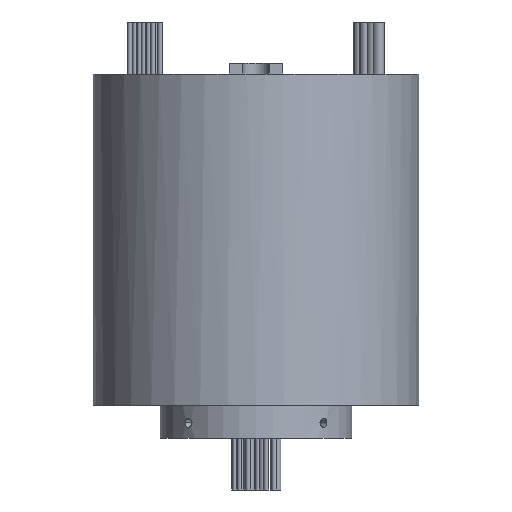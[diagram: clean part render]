
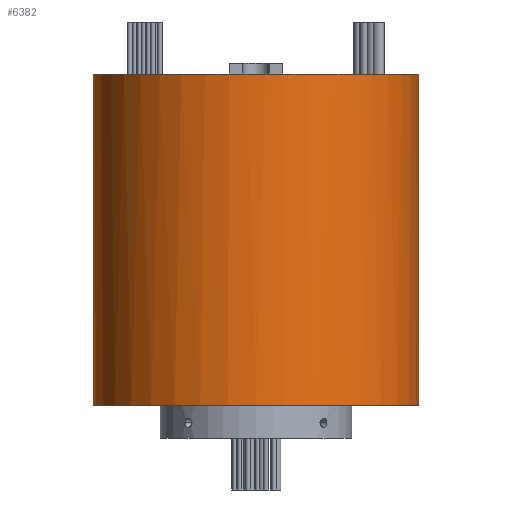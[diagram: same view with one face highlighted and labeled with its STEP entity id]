
A CAD part, front view. The second image highlights one B-rep face of the part: STEP entity #6382.
In plain terms, the highlighted cylindrical face has radius 59.5 mm (diameter 119 mm), a partial arc.
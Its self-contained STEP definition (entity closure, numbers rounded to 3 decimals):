
#53 = CARTESIAN_POINT ( 'NONE',  ( 0., 0., 12. ) ) ;
#126 = CARTESIAN_POINT ( 'NONE',  ( 0., 0., 133. ) ) ;
#333 = CARTESIAN_POINT ( 'NONE',  ( 9.75, -58.696, 133. ) ) ;
#372 = EDGE_LOOP ( 'NONE', ( #5610, #614, #414, #6397, #1300, #5443 ) ) ;
#414 = ORIENTED_EDGE ( 'NONE', *, *, #3785, .F. ) ;
#422 = CIRCLE ( 'NONE', #6401, 59.5 ) ;
#464 = CARTESIAN_POINT ( 'NONE',  ( -9.75, -58.696, 133. ) ) ;
#564 = DIRECTION ( 'NONE',  ( 1., 0., 0. ) ) ;
#614 = ORIENTED_EDGE ( 'NONE', *, *, #6072, .F. ) ;
#622 = CARTESIAN_POINT ( 'NONE',  ( -59.5, 0., 133. ) ) ;
#630 = DIRECTION ( 'NONE',  ( 1., 0., 0. ) ) ;
#765 = CARTESIAN_POINT ( 'NONE',  ( -59.5, 0., 133. ) ) ;
#851 = VECTOR ( 'NONE', #1272, 1000. ) ;
#876 = CARTESIAN_POINT ( 'NONE',  ( 0., 0., 133. ) ) ;
#1047 = VERTEX_POINT ( 'NONE', #1814 ) ;
#1076 = DIRECTION ( 'NONE',  ( -1., 0., 0. ) ) ;
#1272 = DIRECTION ( 'NONE',  ( 0., 0., -1. ) ) ;
#1300 = ORIENTED_EDGE ( 'NONE', *, *, #1650, .T. ) ;
#1330 = CIRCLE ( 'NONE', #3222, 59.5 ) ;
#1377 = DIRECTION ( 'NONE',  ( 1., 0., 0. ) ) ;
#1560 = EDGE_CURVE ( 'NONE', #3970, #1047, #422, .T. ) ;
#1650 = EDGE_CURVE ( 'NONE', #4209, #3970, #2597, .T. ) ;
#1814 = CARTESIAN_POINT ( 'NONE',  ( 59.5, 0., 12. ) ) ;
#1871 = CIRCLE ( 'NONE', #4626, 59.5 ) ;
#2048 = CARTESIAN_POINT ( 'NONE',  ( 0., 0., 133. ) ) ;
#2088 = AXIS2_PLACEMENT_3D ( 'NONE', #876, #4349, #1377 ) ;
#2451 = VECTOR ( 'NONE', #6119, 1000. ) ;
#2597 = LINE ( 'NONE', #622, #2451 ) ;
#2866 = CARTESIAN_POINT ( 'NONE',  ( 0., 0., 133. ) ) ;
#2927 = VERTEX_POINT ( 'NONE', #464 ) ;
#3013 = EDGE_CURVE ( 'NONE', #5716, #1047, #6156, .T. ) ;
#3222 = AXIS2_PLACEMENT_3D ( 'NONE', #126, #3618, #630 ) ;
#3351 = CARTESIAN_POINT ( 'NONE',  ( 59.5, 0., 133. ) ) ;
#3375 = DIRECTION ( 'NONE',  ( 1., 0., 0. ) ) ;
#3544 = DIRECTION ( 'NONE',  ( 0., 0., 1. ) ) ;
#3618 = DIRECTION ( 'NONE',  ( 0., 0., 1. ) ) ;
#3766 = CARTESIAN_POINT ( 'NONE',  ( -59.5, 0., 12. ) ) ;
#3785 = EDGE_CURVE ( 'NONE', #2927, #4007, #1871, .T. ) ;
#3968 = AXIS2_PLACEMENT_3D ( 'NONE', #2048, #4050, #1076 ) ;
#3970 = VERTEX_POINT ( 'NONE', #3766 ) ;
#4007 = VERTEX_POINT ( 'NONE', #333 ) ;
#4050 = DIRECTION ( 'NONE',  ( 0., 0., -1. ) ) ;
#4209 = VERTEX_POINT ( 'NONE', #765 ) ;
#4246 = CARTESIAN_POINT ( 'NONE',  ( 59.5, 0., 133. ) ) ;
#4349 = DIRECTION ( 'NONE',  ( 0., 0., 1. ) ) ;
#4358 = CIRCLE ( 'NONE', #2088, 59.5 ) ;
#4626 = AXIS2_PLACEMENT_3D ( 'NONE', #2866, #6389, #3375 ) ;
#5013 = FACE_OUTER_BOUND ( 'NONE', #372, .T. ) ;
#5443 = ORIENTED_EDGE ( 'NONE', *, *, #1560, .T. ) ;
#5610 = ORIENTED_EDGE ( 'NONE', *, *, #3013, .F. ) ;
#5716 = VERTEX_POINT ( 'NONE', #3351 ) ;
#5898 = EDGE_CURVE ( 'NONE', #4209, #2927, #1330, .T. ) ;
#6072 = EDGE_CURVE ( 'NONE', #4007, #5716, #4358, .T. ) ;
#6119 = DIRECTION ( 'NONE',  ( 0., 0., -1. ) ) ;
#6156 = LINE ( 'NONE', #4246, #851 ) ;
#6184 = CYLINDRICAL_SURFACE ( 'NONE', #3968, 59.5 ) ;
#6382 = ADVANCED_FACE ( 'NONE', ( #5013 ), #6184, .T. ) ;
#6389 = DIRECTION ( 'NONE',  ( 0., 0., 1. ) ) ;
#6397 = ORIENTED_EDGE ( 'NONE', *, *, #5898, .F. ) ;
#6401 = AXIS2_PLACEMENT_3D ( 'NONE', #53, #3544, #564 ) ;
